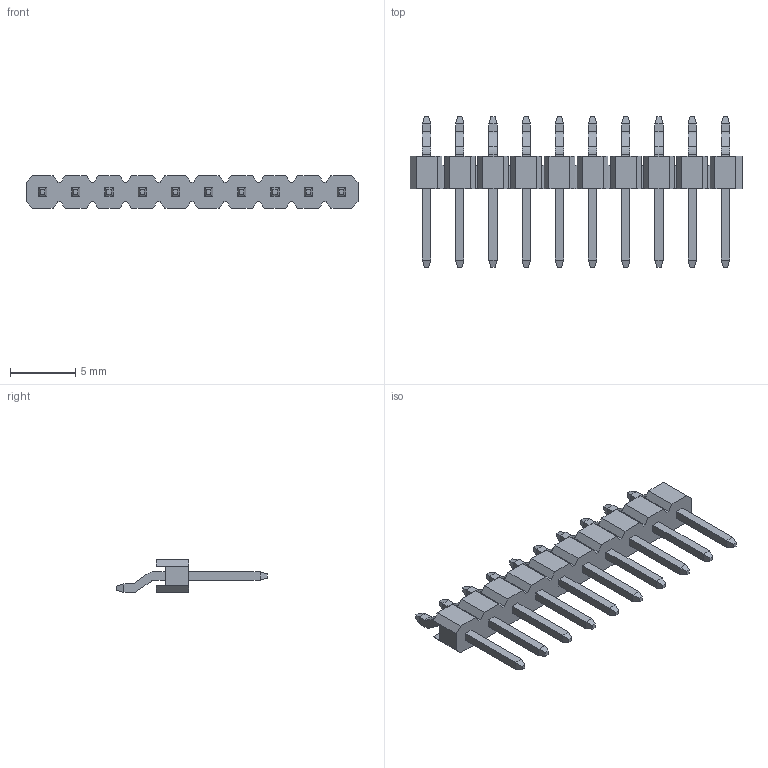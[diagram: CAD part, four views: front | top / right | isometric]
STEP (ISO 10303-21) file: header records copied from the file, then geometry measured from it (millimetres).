
FILE_DESCRIPTION(('STEP AP214'),'1');
FILE_NAME('pin_header_a-sl254-ea-g10mp1.stp','2017-04-01T08:35:28',('TraceParts'),('TraceParts S.A.'),'Spatial InterOp 3D',' ',' ');
FILE_SCHEMA(('automotive_design'));
Length unit declared in the file: millimetre
Products named in the file (1): pin_header_a-sl254-ea-g10mp1
Bounding box: 25.4 x 11.5 x 2.5 mm (x, y, z)
Volume: 157 mm3; surface area: 546.4 mm2
Topology: 1 solids, 1 shells, 382 faces, 960 edges, 600 vertices
Faces by surface type: plane 342, cylinder 40
Entity records: 14176 total; most frequent: CARTESIAN_POINT 1943, ORIENTED_EDGE 1920, DIRECTION 1806, EDGE_CURVE 960, LINE 880, VECTOR 880, VERTEX_POINT 600, AXIS2_PLACEMENT_3D 463
